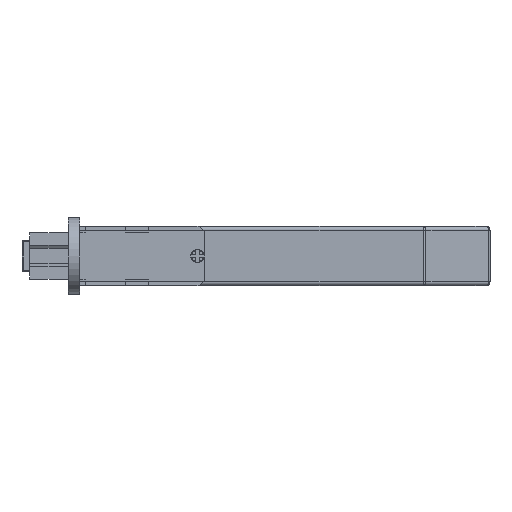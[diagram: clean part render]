
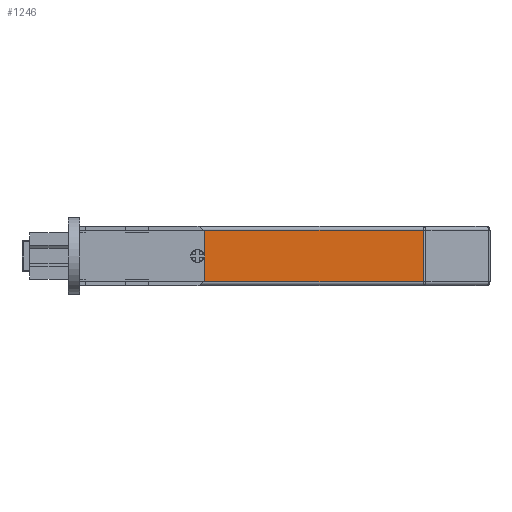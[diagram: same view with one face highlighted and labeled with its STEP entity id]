
A CAD part, front view. The second image highlights one B-rep face of the part: STEP entity #1246.
In plain terms, the highlighted planar face has unit normal (0, -1, 0).
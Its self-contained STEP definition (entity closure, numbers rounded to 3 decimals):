
#200 = CARTESIAN_POINT ( 'NONE',  ( 13., -14.7, -1.75 ) ) ;
#211 = VERTEX_POINT ( 'NONE', #10142 ) ;
#560 = LINE ( 'NONE', #1449, #2291 ) ;
#656 = CARTESIAN_POINT ( 'NONE',  ( 13., -14.7, -0.75 ) ) ;
#932 = VECTOR ( 'NONE', #3376, 1000. ) ;
#1007 = FACE_OUTER_BOUND ( 'NONE', #9579, .T. ) ;
#1029 = LINE ( 'NONE', #200, #11593 ) ;
#1246 = ADVANCED_FACE ( 'NONE', ( #10184, #1007 ), #5531, .T. ) ;
#1354 = DIRECTION ( 'NONE',  ( 0., -1., 0. ) ) ;
#1392 = DIRECTION ( 'NONE',  ( -1., 0., 0. ) ) ;
#1449 = CARTESIAN_POINT ( 'NONE',  ( 13., -14.7, 12.75 ) ) ;
#1530 = ORIENTED_EDGE ( 'NONE', *, *, #4013, .F. ) ;
#1842 = CARTESIAN_POINT ( 'NONE',  ( 102.586, -14.7, -1.75 ) ) ;
#1929 = CARTESIAN_POINT ( 'NONE',  ( 43.75, -14.7, 6. ) ) ;
#2014 = DIRECTION ( 'NONE',  ( 0., 0., -1. ) ) ;
#2222 = AXIS2_PLACEMENT_3D ( 'NONE', #1929, #3723, #2872 ) ;
#2288 = ORIENTED_EDGE ( 'NONE', *, *, #2623, .T. ) ;
#2291 = VECTOR ( 'NONE', #1392, 1000. ) ;
#2623 = EDGE_CURVE ( 'NONE', #5088, #5082, #9217, .T. ) ;
#2628 = ORIENTED_EDGE ( 'NONE', *, *, #7861, .T. ) ;
#2706 = EDGE_LOOP ( 'NONE', ( #1530, #5505 ) ) ;
#2872 = DIRECTION ( 'NONE',  ( 0., 0., -1. ) ) ;
#2958 = EDGE_CURVE ( 'NONE', #3796, #8888, #1029, .T. ) ;
#3376 = DIRECTION ( 'NONE',  ( 1., 0., 0. ) ) ;
#3559 = AXIS2_PLACEMENT_3D ( 'NONE', #7323, #4648, #2014 ) ;
#3723 = DIRECTION ( 'NONE',  ( 0., -1., 0. ) ) ;
#3796 = VERTEX_POINT ( 'NONE', #656 ) ;
#4013 = EDGE_CURVE ( 'NONE', #9911, #211, #7098, .T. ) ;
#4158 = CARTESIAN_POINT ( 'NONE',  ( 103., -14.7, -0.75 ) ) ;
#4275 = LINE ( 'NONE', #4158, #932 ) ;
#4648 = DIRECTION ( 'NONE',  ( 0., -1., 0. ) ) ;
#5082 = VERTEX_POINT ( 'NONE', #7964 ) ;
#5088 = VERTEX_POINT ( 'NONE', #11708 ) ;
#5505 = ORIENTED_EDGE ( 'NONE', *, *, #10548, .F. ) ;
#5531 = PLANE ( 'NONE',  #3559 ) ;
#6419 = DIRECTION ( 'NONE',  ( 0., 0., 1. ) ) ;
#6590 = CARTESIAN_POINT ( 'NONE',  ( 43.75, -14.7, 6. ) ) ;
#7098 = CIRCLE ( 'NONE', #9180, 1.75 ) ;
#7305 = VECTOR ( 'NONE', #6419, 1000. ) ;
#7323 = CARTESIAN_POINT ( 'NONE',  ( 13., -14.7, -1.75 ) ) ;
#7861 = EDGE_CURVE ( 'NONE', #5082, #8888, #560, .T. ) ;
#7964 = CARTESIAN_POINT ( 'NONE',  ( 102.586, -14.7, 12.75 ) ) ;
#8234 = ORIENTED_EDGE ( 'NONE', *, *, #11678, .T. ) ;
#8560 = CARTESIAN_POINT ( 'NONE',  ( 13., -14.7, 12.75 ) ) ;
#8888 = VERTEX_POINT ( 'NONE', #8560 ) ;
#9180 = AXIS2_PLACEMENT_3D ( 'NONE', #6590, #1354, #11137 ) ;
#9217 = LINE ( 'NONE', #1842, #7305 ) ;
#9579 = EDGE_LOOP ( 'NONE', ( #11353, #8234, #2288, #2628 ) ) ;
#9911 = VERTEX_POINT ( 'NONE', #10792 ) ;
#10142 = CARTESIAN_POINT ( 'NONE',  ( 43.75, -14.7, 7.75 ) ) ;
#10184 = FACE_BOUND ( 'NONE', #2706, .T. ) ;
#10207 = DIRECTION ( 'NONE',  ( 0., 0., 1. ) ) ;
#10548 = EDGE_CURVE ( 'NONE', #211, #9911, #11557, .T. ) ;
#10792 = CARTESIAN_POINT ( 'NONE',  ( 43.75, -14.7, 4.25 ) ) ;
#11137 = DIRECTION ( 'NONE',  ( 0., 0., -1. ) ) ;
#11353 = ORIENTED_EDGE ( 'NONE', *, *, #2958, .F. ) ;
#11557 = CIRCLE ( 'NONE', #2222, 1.75 ) ;
#11593 = VECTOR ( 'NONE', #10207, 1000. ) ;
#11678 = EDGE_CURVE ( 'NONE', #3796, #5088, #4275, .T. ) ;
#11708 = CARTESIAN_POINT ( 'NONE',  ( 102.586, -14.7, -0.75 ) ) ;
